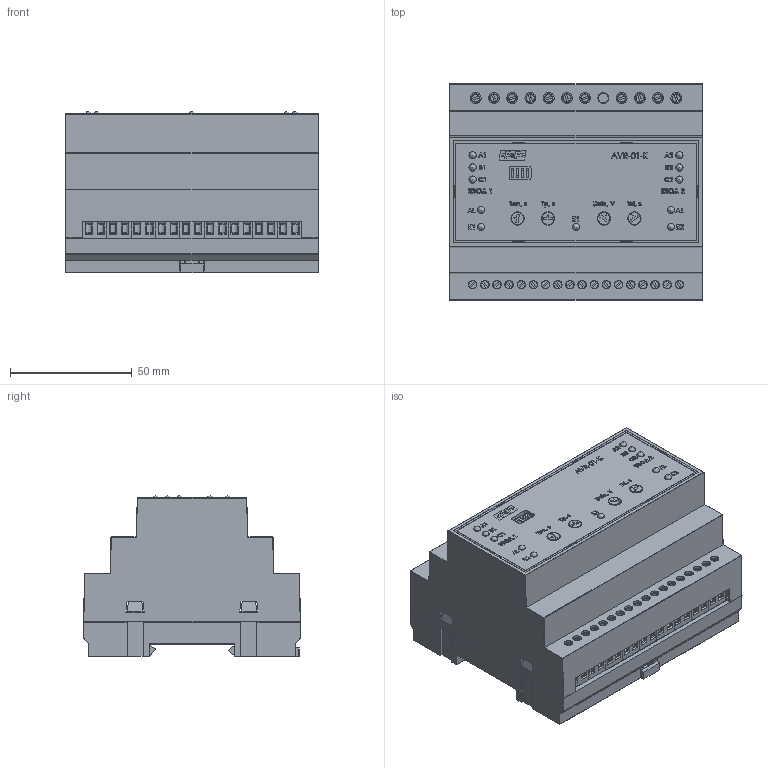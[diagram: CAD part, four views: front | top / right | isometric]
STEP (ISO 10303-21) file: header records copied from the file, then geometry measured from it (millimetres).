
FILE_DESCRIPTION(('STEP AP242'), '1');
FILE_NAME('AVR-01-K 鼁闉罻', '', ('UNSPECIFIED'), ('UNSPECIFIED'), 'C3D Converter', 'C3D Toolkit', '');
FILE_SCHEMA(('AP242_MANAGED_MODEL_BASED_3D_ENGINEERING_MIM_LF { 1 0 10303 442 1 1 4 }'));
Length unit declared in the file: millimetre
Assembly tree (40 placements, depth 3):
  (unnamed)
    (unnamed)
    (unnamed)
      (unnamed)  x4
      (unnamed)  x3
      (unnamed)  x2
      (unnamed)  x2
      (unnamed)
    (unnamed)
    (unnamed)  x6
      (unnamed)
    (unnamed)  x9
      (unnamed)
    (unnamed)
    (unnamed)  x4
    (unnamed)
Bounding box: 104 x 89.14 x 66.2 mm (x, y, z)
Volume: 83225.2 mm3; surface area: 109599.9 mm2
Topology: 128 solids, 132 shells, 2885 faces, 7460 edges, 4894 vertices
Faces by surface type: plane 2019, extrusion 467, cylinder 229, cone 124, sphere 38, torus 8
Full cylindrical faces by diameter (mm): 1.6 x11, 2 x30, 2.6 x11, 3 x11, 3.5 x48, 4.5 x11, 5.5 x4, 6.5 x4
Entity records: 65101 total; most frequent: CARTESIAN_POINT 12521, ORIENTED_EDGE 9218, DIRECTION 7060, EDGE_CURVE 4609, VECTOR 3814, LINE 3347, VERTEX_POINT 3070, EDGE_LOOP 2067
